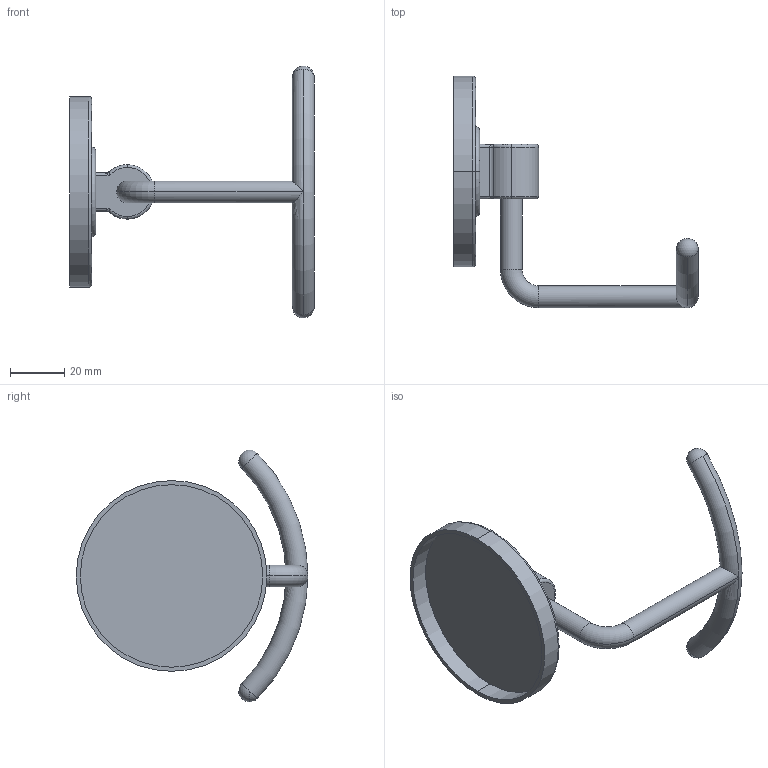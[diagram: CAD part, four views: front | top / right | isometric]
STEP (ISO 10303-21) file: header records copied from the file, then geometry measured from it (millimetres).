
FILE_DESCRIPTION (( 'STEP AP203' ), '1' );
FILE_NAME ('18411.STEP', '2013-06-23T14:27:51', ( '' ), ( '' ), 'SwSTEP 2.0', 'SolidWorks 2012', '' );
FILE_SCHEMA (( 'CONFIG_CONTROL_DESIGN' ));
Length unit declared in the file: millimetre
Products named in the file (4): 1; 3; 18411; 2
Assembly tree (3 placements, depth 2):
  18411
    1
    2
    3
Bounding box: 89.73 x 85 x 92.47 mm (x, y, z)
Volume: 25183.7 mm3; surface area: 17914.8 mm2
Topology: 3 solids, 3 shells, 57 faces, 122 edges, 63 vertices
Faces by surface type: cylinder 21, torus 15, plane 10, sphere 7, bspline 4
Entity records: 2132 total; most frequent: CARTESIAN_POINT 558, DIRECTION 286, ORIENTED_EDGE 218, AXIS2_PLACEMENT_3D 128, EDGE_CURVE 109, CIRCLE 69, VERTEX_POINT 60, EDGE_LOOP 59
